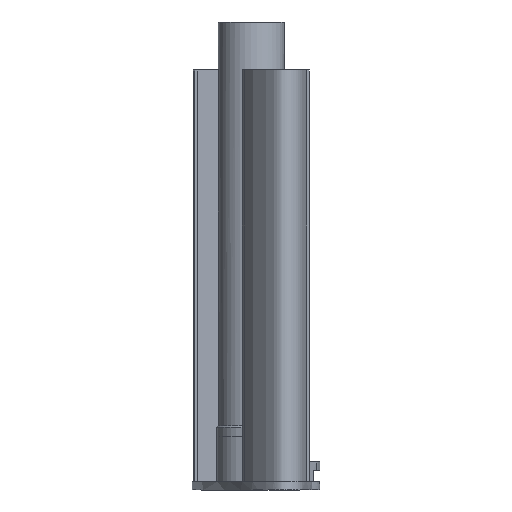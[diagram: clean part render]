
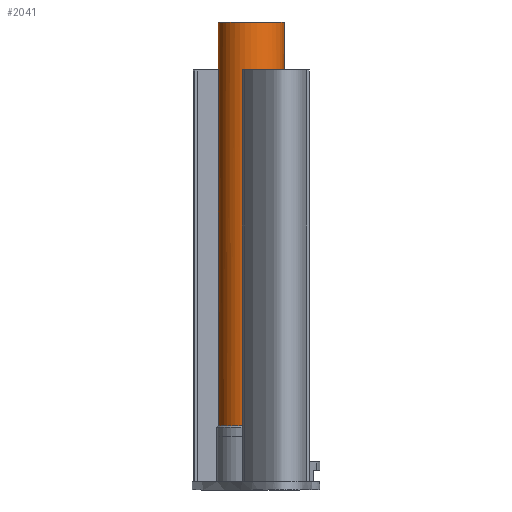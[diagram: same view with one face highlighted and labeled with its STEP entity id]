
A CAD part, left-side view. The second image highlights one B-rep face of the part: STEP entity #2041.
In plain terms, the highlighted cylindrical face has radius 11.75 mm (diameter 23.5 mm), a full revolution.
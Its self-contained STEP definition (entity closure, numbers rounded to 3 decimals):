
#220=FACE_OUTER_BOUND('',#340,.T.);
#340=EDGE_LOOP('',(#1579,#1580,#1581,#1582,#1583,#1584,#1585,#1586,#1587,
#1588,#1589,#1590));
#519=LINE('',#7615,#700);
#522=LINE('',#7622,#703);
#523=LINE('',#7624,#704);
#524=LINE('',#7627,#705);
#525=LINE('',#7630,#706);
#700=VECTOR('',#2466,10.);
#703=VECTOR('',#2473,11.75);
#704=VECTOR('',#2474,10.);
#705=VECTOR('',#2477,10.);
#706=VECTOR('',#2480,10.);
#818=CIRCLE('',#2158,11.75);
#820=CIRCLE('',#2162,11.75);
#821=CIRCLE('',#2163,11.75);
#837=CIRCLE('',#2193,11.75);
#838=CIRCLE('',#2194,11.75);
#839=CIRCLE('',#2195,11.75);
#934=VERTEX_POINT('',#7515);
#937=VERTEX_POINT('',#7520);
#938=VERTEX_POINT('',#7527);
#941=VERTEX_POINT('',#7534);
#942=VERTEX_POINT('',#7538);
#965=VERTEX_POINT('',#7614);
#967=VERTEX_POINT('',#7620);
#968=VERTEX_POINT('',#7623);
#969=VERTEX_POINT('',#7626);
#970=VERTEX_POINT('',#7628);
#1157=EDGE_CURVE('',#934,#937,#818,.T.);
#1163=EDGE_CURVE('',#942,#941,#820,.T.);
#1164=EDGE_CURVE('',#938,#942,#821,.T.);
#1199=EDGE_CURVE('',#965,#934,#519,.T.);
#1202=EDGE_CURVE('',#967,#967,#837,.T.);
#1203=EDGE_CURVE('',#967,#942,#522,.T.);
#1204=EDGE_CURVE('',#941,#968,#523,.T.);
#1205=EDGE_CURVE('',#965,#968,#838,.T.);
#1206=EDGE_CURVE('',#937,#969,#524,.T.);
#1207=EDGE_CURVE('',#970,#969,#839,.T.);
#1208=EDGE_CURVE('',#970,#938,#525,.T.);
#1579=ORIENTED_EDGE('',*,*,#1202,.F.);
#1580=ORIENTED_EDGE('',*,*,#1203,.T.);
#1581=ORIENTED_EDGE('',*,*,#1163,.T.);
#1582=ORIENTED_EDGE('',*,*,#1204,.T.);
#1583=ORIENTED_EDGE('',*,*,#1205,.F.);
#1584=ORIENTED_EDGE('',*,*,#1199,.T.);
#1585=ORIENTED_EDGE('',*,*,#1157,.T.);
#1586=ORIENTED_EDGE('',*,*,#1206,.T.);
#1587=ORIENTED_EDGE('',*,*,#1207,.F.);
#1588=ORIENTED_EDGE('',*,*,#1208,.T.);
#1589=ORIENTED_EDGE('',*,*,#1164,.T.);
#1590=ORIENTED_EDGE('',*,*,#1203,.F.);
#1994=CYLINDRICAL_SURFACE('',#2192,11.75);
#2041=ADVANCED_FACE('',(#220),#1994,.T.);
#2158=AXIS2_PLACEMENT_3D('',#7522,#2379,#2380);
#2162=AXIS2_PLACEMENT_3D('',#7539,#2389,#2390);
#2163=AXIS2_PLACEMENT_3D('',#7540,#2391,#2392);
#2192=AXIS2_PLACEMENT_3D('',#7619,#2469,#2470);
#2193=AXIS2_PLACEMENT_3D('',#7621,#2471,#2472);
#2194=AXIS2_PLACEMENT_3D('',#7625,#2475,#2476);
#2195=AXIS2_PLACEMENT_3D('',#7629,#2478,#2479);
#2379=DIRECTION('center_axis',(0.,0.,1.));
#2380=DIRECTION('ref_axis',(1.,0.,0.));
#2389=DIRECTION('center_axis',(0.,0.,1.));
#2390=DIRECTION('ref_axis',(1.,0.,0.));
#2391=DIRECTION('center_axis',(0.,0.,1.));
#2392=DIRECTION('ref_axis',(1.,0.,0.));
#2466=DIRECTION('',(0.,0.,-1.));
#2469=DIRECTION('center_axis',(0.,0.,1.));
#2470=DIRECTION('ref_axis',(1.,0.,0.));
#2471=DIRECTION('center_axis',(0.,0.,1.));
#2472=DIRECTION('ref_axis',(-1.,0.,0.));
#2473=DIRECTION('',(0.,0.,-1.));
#2474=DIRECTION('',(0.,0.,1.));
#2475=DIRECTION('center_axis',(0.,0.,-1.));
#2476=DIRECTION('ref_axis',(-1.,0.,0.));
#2477=DIRECTION('',(0.,0.,1.));
#2478=DIRECTION('center_axis',(0.,0.,-1.));
#2479=DIRECTION('ref_axis',(-1.,0.,0.));
#2480=DIRECTION('',(0.,0.,-1.));
#7515=CARTESIAN_POINT('',(98.448,-1.577,26.));
#7520=CARTESIAN_POINT('',(98.489,21.923,26.));
#7522=CARTESIAN_POINT('Origin',(98.489,10.173,26.));
#7527=CARTESIAN_POINT('',(97.451,21.877,26.));
#7534=CARTESIAN_POINT('',(97.462,-1.532,26.));
#7538=CARTESIAN_POINT('',(86.739,10.173,26.));
#7539=CARTESIAN_POINT('Origin',(98.489,10.173,26.));
#7540=CARTESIAN_POINT('Origin',(98.489,10.173,26.));
#7614=CARTESIAN_POINT('',(98.448,-1.577,153.));
#7615=CARTESIAN_POINT('',(98.448,-1.577,2.));
#7619=CARTESIAN_POINT('Origin',(98.489,10.173,2.));
#7620=CARTESIAN_POINT('',(86.739,10.173,170.));
#7621=CARTESIAN_POINT('Origin',(98.489,10.173,170.));
#7622=CARTESIAN_POINT('',(86.739,10.173,2.));
#7623=CARTESIAN_POINT('',(97.462,-1.532,153.));
#7624=CARTESIAN_POINT('',(97.462,-1.532,2.));
#7625=CARTESIAN_POINT('Origin',(98.489,10.173,153.));
#7626=CARTESIAN_POINT('',(98.489,21.923,153.));
#7627=CARTESIAN_POINT('',(98.489,21.923,2.));
#7628=CARTESIAN_POINT('',(97.451,21.877,153.));
#7629=CARTESIAN_POINT('Origin',(98.489,10.173,153.));
#7630=CARTESIAN_POINT('',(97.451,21.877,2.));
